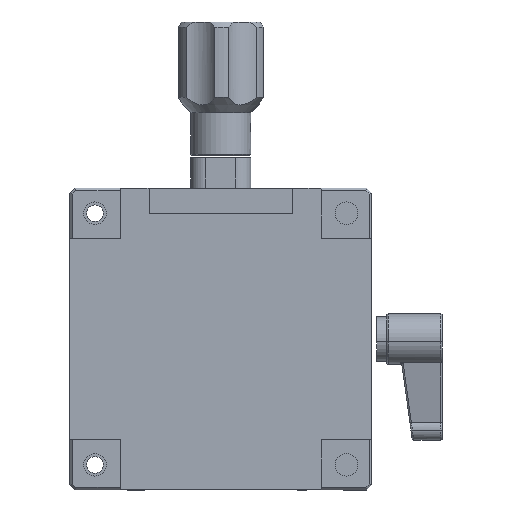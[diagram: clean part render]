
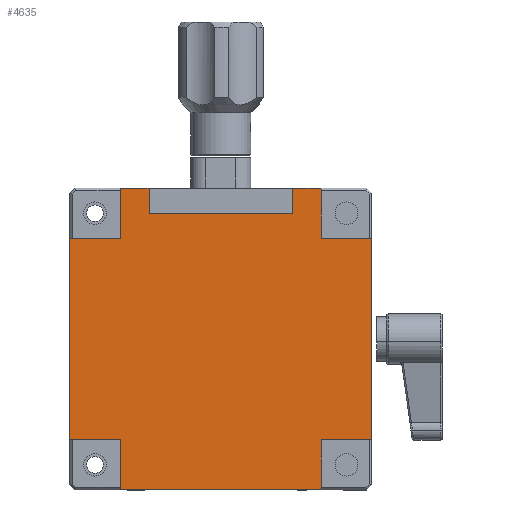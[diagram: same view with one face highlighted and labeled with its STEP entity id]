
A CAD part, front view. The second image highlights one B-rep face of the part: STEP entity #4635.
In plain terms, the highlighted planar face has unit normal (0, -1, 0).
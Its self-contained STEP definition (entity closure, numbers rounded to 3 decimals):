
#5 = CARTESIAN_POINT ( 'NONE',  ( -26.327, -13.401, 40. ) ) ;
#118 = VECTOR ( 'NONE', #5134, 1000. ) ;
#206 = EDGE_CURVE ( 'NONE', #11154, #7468, #13590, .T. ) ;
#387 = EDGE_CURVE ( 'NONE', #529, #10824, #11957, .T. ) ;
#404 = VECTOR ( 'NONE', #8805, 1000. ) ;
#464 = CARTESIAN_POINT ( 'NONE',  ( -16.327, -13.401, 80. ) ) ;
#529 = VERTEX_POINT ( 'NONE', #5446 ) ;
#631 = CARTESIAN_POINT ( 'NONE',  ( 3.673, -13.401, 85. ) ) ;
#647 = DIRECTION ( 'NONE',  ( 0., 0., -1. ) ) ;
#673 = CARTESIAN_POINT ( 'NONE',  ( 23.673, -13.401, 90. ) ) ;
#819 = LINE ( 'NONE', #9634, #8189 ) ;
#829 = CARTESIAN_POINT ( 'NONE',  ( 23.673, -13.401, 80. ) ) ;
#999 = EDGE_CURVE ( 'NONE', #10824, #11154, #7599, .T. ) ;
#1394 = DIRECTION ( 'NONE',  ( 1., 0., 0. ) ) ;
#1712 = AXIS2_PLACEMENT_3D ( 'NONE', #6122, #1908, #647 ) ;
#1755 = LINE ( 'NONE', #7899, #3434 ) ;
#1760 = CARTESIAN_POINT ( 'NONE',  ( -16.327, -13.401, 90. ) ) ;
#1908 = DIRECTION ( 'NONE',  ( 0., -1., 0. ) ) ;
#1940 = VECTOR ( 'NONE', #7916, 1000. ) ;
#1992 = EDGE_CURVE ( 'NONE', #7468, #8042, #6571, .T. ) ;
#2229 = ORIENTED_EDGE ( 'NONE', *, *, #11137, .T. ) ;
#2330 = CARTESIAN_POINT ( 'NONE',  ( -26.327, -13.401, 80. ) ) ;
#2433 = VECTOR ( 'NONE', #4765, 1000. ) ;
#2479 = EDGE_CURVE ( 'NONE', #3696, #6607, #12235, .T. ) ;
#2537 = VECTOR ( 'NONE', #6846, 1000. ) ;
#2579 = ORIENTED_EDGE ( 'NONE', *, *, #387, .T. ) ;
#2588 = ORIENTED_EDGE ( 'NONE', *, *, #2479, .T. ) ;
#2921 = CARTESIAN_POINT ( 'NONE',  ( -16.327, -13.401, 90. ) ) ;
#2924 = EDGE_CURVE ( 'NONE', #3527, #9348, #5184, .T. ) ;
#2979 = ORIENTED_EDGE ( 'NONE', *, *, #12416, .T. ) ;
#3021 = ORIENTED_EDGE ( 'NONE', *, *, #11886, .T. ) ;
#3387 = VERTEX_POINT ( 'NONE', #12595 ) ;
#3434 = VECTOR ( 'NONE', #1394, 1000. ) ;
#3527 = VERTEX_POINT ( 'NONE', #5609 ) ;
#3672 = VERTEX_POINT ( 'NONE', #1760 ) ;
#3673 = LINE ( 'NONE', #12070, #11859 ) ;
#3695 = CARTESIAN_POINT ( 'NONE',  ( 17.923, -13.401, 85. ) ) ;
#3696 = VERTEX_POINT ( 'NONE', #3865 ) ;
#3833 = DIRECTION ( 'NONE',  ( -1., 0., 0. ) ) ;
#3865 = CARTESIAN_POINT ( 'NONE',  ( -10.577, -13.401, 85. ) ) ;
#3910 = EDGE_CURVE ( 'NONE', #7138, #529, #12205, .T. ) ;
#4233 = DIRECTION ( 'NONE',  ( 0., 0., -1. ) ) ;
#4401 = EDGE_CURVE ( 'NONE', #8042, #12513, #12867, .T. ) ;
#4567 = VECTOR ( 'NONE', #3833, 1000. ) ;
#4635 = ADVANCED_FACE ( 'NONE', ( #6361 ), #7069, .T. ) ;
#4644 = CARTESIAN_POINT ( 'NONE',  ( 33.673, -13.401, 80. ) ) ;
#4765 = DIRECTION ( 'NONE',  ( -1., 0., 0. ) ) ;
#5134 = DIRECTION ( 'NONE',  ( 0., 0., -1. ) ) ;
#5184 = LINE ( 'NONE', #2330, #9067 ) ;
#5317 = CARTESIAN_POINT ( 'NONE',  ( -10.577, -13.401, 90. ) ) ;
#5446 = CARTESIAN_POINT ( 'NONE',  ( 33.673, -13.401, 40. ) ) ;
#5455 = LINE ( 'NONE', #464, #1940 ) ;
#5609 = CARTESIAN_POINT ( 'NONE',  ( -16.327, -13.401, 80. ) ) ;
#5871 = ORIENTED_EDGE ( 'NONE', *, *, #1992, .T. ) ;
#5918 = LINE ( 'NONE', #8064, #4567 ) ;
#5935 = ORIENTED_EDGE ( 'NONE', *, *, #999, .T. ) ;
#5958 = CARTESIAN_POINT ( 'NONE',  ( -10.577, -13.401, 85. ) ) ;
#6005 = CARTESIAN_POINT ( 'NONE',  ( 33.673, -13.401, 80. ) ) ;
#6042 = EDGE_CURVE ( 'NONE', #3387, #8447, #819, .T. ) ;
#6072 = EDGE_CURVE ( 'NONE', #8171, #7138, #3673, .T. ) ;
#6122 = CARTESIAN_POINT ( 'NONE',  ( 3.673, -13.401, 60. ) ) ;
#6147 = DIRECTION ( 'NONE',  ( -1., 0., 0. ) ) ;
#6361 = FACE_OUTER_BOUND ( 'NONE', #10539, .T. ) ;
#6510 = CARTESIAN_POINT ( 'NONE',  ( 33.673, -13.401, 40. ) ) ;
#6524 = VECTOR ( 'NONE', #8531, 1000. ) ;
#6571 = LINE ( 'NONE', #2921, #11908 ) ;
#6607 = VERTEX_POINT ( 'NONE', #5317 ) ;
#6784 = CARTESIAN_POINT ( 'NONE',  ( 23.673, -13.401, 40. ) ) ;
#6846 = DIRECTION ( 'NONE',  ( 0., 0., -1. ) ) ;
#6928 = ORIENTED_EDGE ( 'NONE', *, *, #9649, .T. ) ;
#6969 = ORIENTED_EDGE ( 'NONE', *, *, #3910, .T. ) ;
#7030 = DIRECTION ( 'NONE',  ( 0., 0., 1. ) ) ;
#7069 = PLANE ( 'NONE',  #1712 ) ;
#7096 = ORIENTED_EDGE ( 'NONE', *, *, #6042, .T. ) ;
#7138 = VERTEX_POINT ( 'NONE', #6784 ) ;
#7468 = VERTEX_POINT ( 'NONE', #673 ) ;
#7599 = LINE ( 'NONE', #4644, #404 ) ;
#7688 = DIRECTION ( 'NONE',  ( 0., 0., 1. ) ) ;
#7824 = LINE ( 'NONE', #11525, #118 ) ;
#7899 = CARTESIAN_POINT ( 'NONE',  ( -16.327, -13.401, 30. ) ) ;
#7916 = DIRECTION ( 'NONE',  ( 0., 0., -1. ) ) ;
#7919 = ORIENTED_EDGE ( 'NONE', *, *, #12518, .T. ) ;
#8042 = VERTEX_POINT ( 'NONE', #11534 ) ;
#8064 = CARTESIAN_POINT ( 'NONE',  ( -16.327, -13.401, 90. ) ) ;
#8089 = CARTESIAN_POINT ( 'NONE',  ( 17.923, -13.401, 85. ) ) ;
#8171 = VERTEX_POINT ( 'NONE', #8414 ) ;
#8189 = VECTOR ( 'NONE', #9495, 1000. ) ;
#8414 = CARTESIAN_POINT ( 'NONE',  ( 23.673, -13.401, 30. ) ) ;
#8447 = VERTEX_POINT ( 'NONE', #11448 ) ;
#8531 = DIRECTION ( 'NONE',  ( 1., 0., 0. ) ) ;
#8805 = DIRECTION ( 'NONE',  ( -1., 0., 0. ) ) ;
#8832 = ORIENTED_EDGE ( 'NONE', *, *, #2924, .T. ) ;
#8896 = EDGE_CURVE ( 'NONE', #9348, #3387, #11769, .T. ) ;
#8955 = VECTOR ( 'NONE', #4233, 1000. ) ;
#9067 = VECTOR ( 'NONE', #11810, 1000. ) ;
#9128 = VECTOR ( 'NONE', #11973, 1000. ) ;
#9348 = VERTEX_POINT ( 'NONE', #11356 ) ;
#9382 = VECTOR ( 'NONE', #7030, 1000. ) ;
#9424 = CARTESIAN_POINT ( 'NONE',  ( 33.673, -13.401, 40. ) ) ;
#9495 = DIRECTION ( 'NONE',  ( 1., 0., 0. ) ) ;
#9634 = CARTESIAN_POINT ( 'NONE',  ( -26.327, -13.401, 40. ) ) ;
#9649 = EDGE_CURVE ( 'NONE', #6607, #3672, #5918, .T. ) ;
#9846 = ORIENTED_EDGE ( 'NONE', *, *, #8896, .T. ) ;
#9855 = ORIENTED_EDGE ( 'NONE', *, *, #206, .T. ) ;
#10497 = ORIENTED_EDGE ( 'NONE', *, *, #6072, .T. ) ;
#10539 = EDGE_LOOP ( 'NONE', ( #12682, #7919, #2588, #6928, #3021, #8832, #9846, #7096, #2229, #2979, #10497, #6969, #2579, #5935, #9855, #5871 ) ) ;
#10638 = DIRECTION ( 'NONE',  ( 0., 0., 1. ) ) ;
#10769 = VECTOR ( 'NONE', #10638, 1000. ) ;
#10824 = VERTEX_POINT ( 'NONE', #6005 ) ;
#11137 = EDGE_CURVE ( 'NONE', #8447, #11498, #7824, .T. ) ;
#11154 = VERTEX_POINT ( 'NONE', #829 ) ;
#11356 = CARTESIAN_POINT ( 'NONE',  ( -26.327, -13.401, 80. ) ) ;
#11448 = CARTESIAN_POINT ( 'NONE',  ( -16.327, -13.401, 40. ) ) ;
#11498 = VERTEX_POINT ( 'NONE', #12240 ) ;
#11525 = CARTESIAN_POINT ( 'NONE',  ( -16.327, -13.401, 40. ) ) ;
#11534 = CARTESIAN_POINT ( 'NONE',  ( 17.923, -13.401, 90. ) ) ;
#11769 = LINE ( 'NONE', #5, #8955 ) ;
#11810 = DIRECTION ( 'NONE',  ( -1., 0., 0. ) ) ;
#11859 = VECTOR ( 'NONE', #7688, 1000. ) ;
#11886 = EDGE_CURVE ( 'NONE', #3672, #3527, #5455, .T. ) ;
#11908 = VECTOR ( 'NONE', #6147, 1000. ) ;
#11957 = LINE ( 'NONE', #6510, #9128 ) ;
#11973 = DIRECTION ( 'NONE',  ( 0., 0., 1. ) ) ;
#12070 = CARTESIAN_POINT ( 'NONE',  ( 23.673, -13.401, 40. ) ) ;
#12205 = LINE ( 'NONE', #9424, #6524 ) ;
#12235 = LINE ( 'NONE', #5958, #9382 ) ;
#12240 = CARTESIAN_POINT ( 'NONE',  ( -16.327, -13.401, 30. ) ) ;
#12416 = EDGE_CURVE ( 'NONE', #11498, #8171, #1755, .T. ) ;
#12513 = VERTEX_POINT ( 'NONE', #8089 ) ;
#12518 = EDGE_CURVE ( 'NONE', #12513, #3696, #12768, .T. ) ;
#12595 = CARTESIAN_POINT ( 'NONE',  ( -26.327, -13.401, 40. ) ) ;
#12682 = ORIENTED_EDGE ( 'NONE', *, *, #4401, .T. ) ;
#12768 = LINE ( 'NONE', #631, #2433 ) ;
#12867 = LINE ( 'NONE', #3695, #2537 ) ;
#13356 = CARTESIAN_POINT ( 'NONE',  ( 23.673, -13.401, 80. ) ) ;
#13590 = LINE ( 'NONE', #13356, #10769 ) ;
